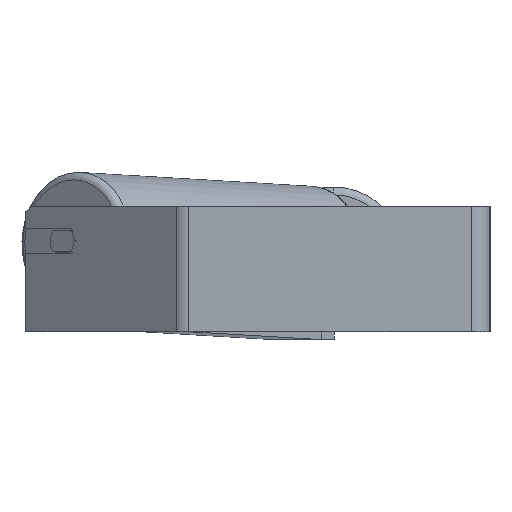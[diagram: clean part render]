
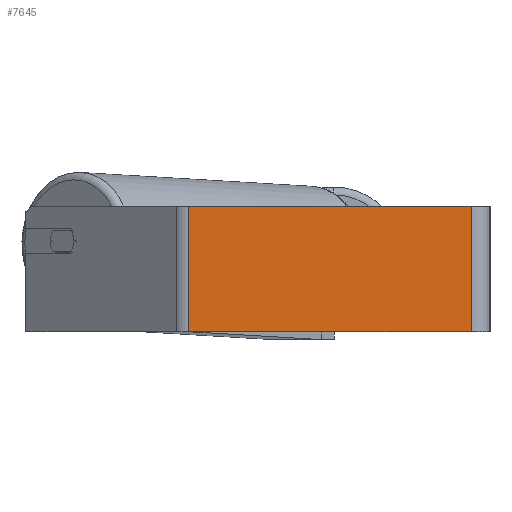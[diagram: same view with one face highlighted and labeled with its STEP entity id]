
A CAD part, left-side view. The second image highlights one B-rep face of the part: STEP entity #7645.
In plain terms, the highlighted planar face has unit normal (-1, 0, 0).
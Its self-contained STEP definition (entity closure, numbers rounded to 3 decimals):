
#140 = CARTESIAN_POINT ( 'NONE',  ( -415., 12., 40. ) ) ;
#244 = CARTESIAN_POINT ( 'NONE',  ( -415., 192.956, -40. ) ) ;
#435 = LINE ( 'NONE', #8780, #6523 ) ;
#823 = CARTESIAN_POINT ( 'NONE',  ( -415., 197.323, 40. ) ) ;
#1471 = DIRECTION ( 'NONE',  ( 1., 0., 0. ) ) ;
#1473 = VECTOR ( 'NONE', #4162, 1000. ) ;
#1890 = CARTESIAN_POINT ( 'NONE',  ( -415., 12., 40. ) ) ;
#1892 = EDGE_CURVE ( 'NONE', #5158, #3921, #6931, .T. ) ;
#1937 = VECTOR ( 'NONE', #6840, 1000. ) ;
#2516 = ORIENTED_EDGE ( 'NONE', *, *, #1892, .F. ) ;
#2878 = DIRECTION ( 'NONE',  ( 0., -1., 0. ) ) ;
#2897 = EDGE_LOOP ( 'NONE', ( #6800, #8535, #2516, #2988 ) ) ;
#2988 = ORIENTED_EDGE ( 'NONE', *, *, #3418, .T. ) ;
#3356 = EDGE_CURVE ( 'NONE', #4062, #8334, #5727, .T. ) ;
#3418 = EDGE_CURVE ( 'NONE', #5158, #4062, #435, .T. ) ;
#3564 = CARTESIAN_POINT ( 'NONE',  ( -415., 197.323, -40. ) ) ;
#3921 = VERTEX_POINT ( 'NONE', #1890 ) ;
#4062 = VERTEX_POINT ( 'NONE', #244 ) ;
#4162 = DIRECTION ( 'NONE',  ( 0., 0., -1. ) ) ;
#4258 = DIRECTION ( 'NONE',  ( 0., 0., -1. ) ) ;
#4693 = CARTESIAN_POINT ( 'NONE',  ( -415., 192.956, 40. ) ) ;
#4934 = CARTESIAN_POINT ( 'NONE',  ( -415., 197.323, 40. ) ) ;
#4962 = AXIS2_PLACEMENT_3D ( 'NONE', #823, #1471, #4258 ) ;
#5158 = VERTEX_POINT ( 'NONE', #4693 ) ;
#5403 = CARTESIAN_POINT ( 'NONE',  ( -415., 12., -40. ) ) ;
#5639 = FACE_OUTER_BOUND ( 'NONE', #2897, .T. ) ;
#5727 = LINE ( 'NONE', #3564, #7544 ) ;
#6523 = VECTOR ( 'NONE', #7465, 1000. ) ;
#6800 = ORIENTED_EDGE ( 'NONE', *, *, #3356, .T. ) ;
#6840 = DIRECTION ( 'NONE',  ( 0., -1., 0. ) ) ;
#6931 = LINE ( 'NONE', #4934, #1937 ) ;
#7169 = PLANE ( 'NONE',  #4962 ) ;
#7465 = DIRECTION ( 'NONE',  ( 0., 0., -1. ) ) ;
#7544 = VECTOR ( 'NONE', #2878, 1000. ) ;
#7645 = ADVANCED_FACE ( 'NONE', ( #5639 ), #7169, .F. ) ;
#7666 = LINE ( 'NONE', #140, #1473 ) ;
#8334 = VERTEX_POINT ( 'NONE', #5403 ) ;
#8535 = ORIENTED_EDGE ( 'NONE', *, *, #8791, .F. ) ;
#8780 = CARTESIAN_POINT ( 'NONE',  ( -415., 192.956, 40. ) ) ;
#8791 = EDGE_CURVE ( 'NONE', #3921, #8334, #7666, .T. ) ;
